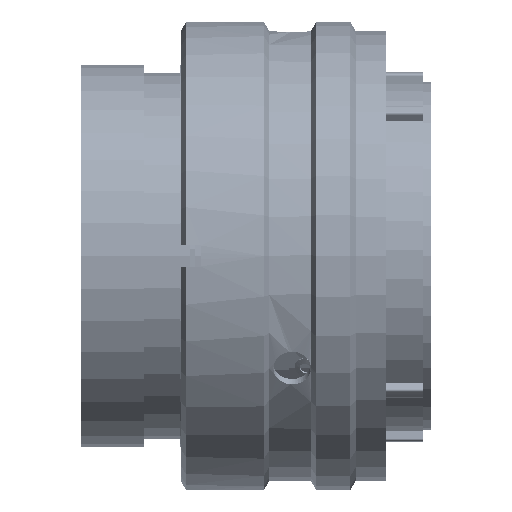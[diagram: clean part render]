
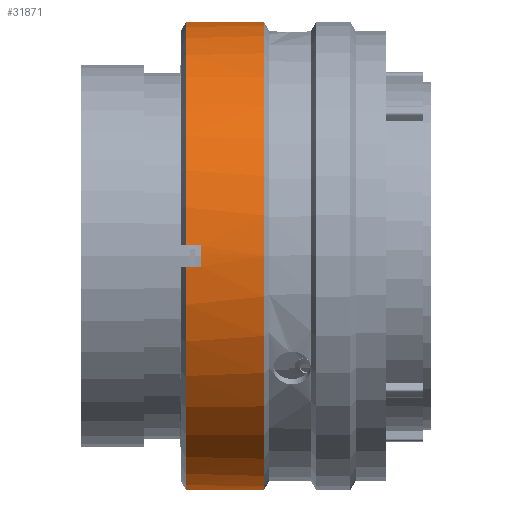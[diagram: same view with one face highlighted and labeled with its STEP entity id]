
A CAD part, front view. The second image highlights one B-rep face of the part: STEP entity #31871.
In plain terms, the highlighted cylindrical face has radius 22.25 mm (diameter 44.5 mm), a partial arc.
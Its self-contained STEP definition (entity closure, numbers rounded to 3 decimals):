
#1425 = CARTESIAN_POINT ( 'NONE',  ( 29.07, 0., 22.25 ) ) ;
#4824 = VERTEX_POINT ( 'NONE', #50219 ) ;
#8003 = LINE ( 'NONE', #108117, #180597 ) ;
#8126 = CARTESIAN_POINT ( 'NONE',  ( 29.07, -1., 22.228 ) ) ;
#10248 = VECTOR ( 'NONE', #92397, 1000. ) ;
#13196 = CARTESIAN_POINT ( 'NONE',  ( 11.42, 0., 0. ) ) ;
#14031 = DIRECTION ( 'NONE',  ( 1., 0., 0. ) ) ;
#14198 = VERTEX_POINT ( 'NONE', #96203 ) ;
#16742 = DIRECTION ( 'NONE',  ( 0., 0., -1. ) ) ;
#19304 = AXIS2_PLACEMENT_3D ( 'NONE', #13196, #202183, #221114 ) ;
#22033 = CIRCLE ( 'NONE', #86461, 22.25 ) ;
#22067 = CARTESIAN_POINT ( 'NONE',  ( 10.02, -22.228, 1. ) ) ;
#23249 = VERTEX_POINT ( 'NONE', #22067 ) ;
#26801 = EDGE_CURVE ( 'NONE', #137083, #52290, #100926, .T. ) ;
#27818 = CIRCLE ( 'NONE', #182335, 22.25 ) ;
#28549 = AXIS2_PLACEMENT_3D ( 'NONE', #177899, #41728, #212686 ) ;
#29796 = CARTESIAN_POINT ( 'NONE',  ( 29.07, 0., -22.25 ) ) ;
#29996 = CYLINDRICAL_SURFACE ( 'NONE', #182905, 22.25 ) ;
#31871 = ADVANCED_FACE ( 'NONE', ( #49092 ), #29996, .T. ) ;
#35704 = DIRECTION ( 'NONE',  ( -1., 0., 0. ) ) ;
#37455 = EDGE_CURVE ( 'NONE', #54393, #187928, #84983, .T. ) ;
#41728 = DIRECTION ( 'NONE',  ( 1., 0., 0. ) ) ;
#41841 = LINE ( 'NONE', #8126, #10248 ) ;
#44436 = VECTOR ( 'NONE', #14031, 1000. ) ;
#49092 = FACE_OUTER_BOUND ( 'NONE', #141963, .T. ) ;
#49247 = EDGE_CURVE ( 'NONE', #23249, #14198, #8003, .T. ) ;
#49593 = VERTEX_POINT ( 'NONE', #62563 ) ;
#49614 = ORIENTED_EDGE ( 'NONE', *, *, #192959, .T. ) ;
#50219 = CARTESIAN_POINT ( 'NONE',  ( 11.42, -1., -22.228 ) ) ;
#51950 = VERTEX_POINT ( 'NONE', #126918 ) ;
#52290 = VERTEX_POINT ( 'NONE', #62218 ) ;
#54393 = VERTEX_POINT ( 'NONE', #207707 ) ;
#62218 = CARTESIAN_POINT ( 'NONE',  ( 10.02, -22.228, -1. ) ) ;
#62563 = CARTESIAN_POINT ( 'NONE',  ( 17.44, 0., 22.25 ) ) ;
#62955 = CARTESIAN_POINT ( 'NONE',  ( 10.02, 0., 0. ) ) ;
#64674 = DIRECTION ( 'NONE',  ( 0., 0., 1. ) ) ;
#64757 = CARTESIAN_POINT ( 'NONE',  ( 10.02, -1., 22.228 ) ) ;
#68175 = CIRCLE ( 'NONE', #132854, 22.25 ) ;
#68979 = ORIENTED_EDGE ( 'NONE', *, *, #92695, .T. ) ;
#71782 = ORIENTED_EDGE ( 'NONE', *, *, #209540, .T. ) ;
#78488 = ORIENTED_EDGE ( 'NONE', *, *, #145832, .T. ) ;
#78576 = DIRECTION ( 'NONE',  ( 1., 0., 0. ) ) ;
#78727 = CIRCLE ( 'NONE', #28549, 22.25 ) ;
#79582 = DIRECTION ( 'NONE',  ( 0., 0., -1. ) ) ;
#79652 = ORIENTED_EDGE ( 'NONE', *, *, #112236, .T. ) ;
#82711 = DIRECTION ( 'NONE',  ( 1., 0., 0. ) ) ;
#83353 = CARTESIAN_POINT ( 'NONE',  ( 11.42, -1., 22.228 ) ) ;
#84983 = CIRCLE ( 'NONE', #117317, 22.25 ) ;
#85644 = ORIENTED_EDGE ( 'NONE', *, *, #26801, .T. ) ;
#86461 = AXIS2_PLACEMENT_3D ( 'NONE', #176825, #213817, #129435 ) ;
#87441 = CARTESIAN_POINT ( 'NONE',  ( 29.07, -22.228, -1. ) ) ;
#88714 = ORIENTED_EDGE ( 'NONE', *, *, #112004, .T. ) ;
#90179 = VECTOR ( 'NONE', #145997, 1000. ) ;
#92397 = DIRECTION ( 'NONE',  ( -1., 0., 0. ) ) ;
#92695 = EDGE_CURVE ( 'NONE', #52290, #208373, #27818, .T. ) ;
#95526 = LINE ( 'NONE', #164210, #186733 ) ;
#96203 = CARTESIAN_POINT ( 'NONE',  ( 11.42, -22.228, 1. ) ) ;
#100926 = LINE ( 'NONE', #87441, #185875 ) ;
#103552 = CARTESIAN_POINT ( 'NONE',  ( 11.42, 0., -22.25 ) ) ;
#108117 = CARTESIAN_POINT ( 'NONE',  ( 29.07, -22.228, 1. ) ) ;
#110385 = VERTEX_POINT ( 'NONE', #64757 ) ;
#112004 = EDGE_CURVE ( 'NONE', #4824, #220306, #144905, .T. ) ;
#112236 = EDGE_CURVE ( 'NONE', #220306, #51950, #218639, .T. ) ;
#114276 = CARTESIAN_POINT ( 'NONE',  ( 29.07, 0., 0. ) ) ;
#114596 = DIRECTION ( 'NONE',  ( 1., 0., 0. ) ) ;
#117317 = AXIS2_PLACEMENT_3D ( 'NONE', #218670, #205246, #64674 ) ;
#126918 = CARTESIAN_POINT ( 'NONE',  ( 17.44, 0., -22.25 ) ) ;
#129435 = DIRECTION ( 'NONE',  ( 0., 0., 1. ) ) ;
#129989 = ORIENTED_EDGE ( 'NONE', *, *, #49247, .T. ) ;
#132854 = AXIS2_PLACEMENT_3D ( 'NONE', #200055, #185435, #79582 ) ;
#137083 = VERTEX_POINT ( 'NONE', #220411 ) ;
#141963 = EDGE_LOOP ( 'NONE', ( #194649, #217764, #78488, #49614, #129989, #175512, #85644, #68979, #71782, #88714, #79652, #203427 ) ) ;
#144905 = CIRCLE ( 'NONE', #19304, 22.25 ) ;
#145184 = DIRECTION ( 'NONE',  ( 1., 0., 0. ) ) ;
#145832 = EDGE_CURVE ( 'NONE', #187928, #110385, #41841, .T. ) ;
#145997 = DIRECTION ( 'NONE',  ( 1., 0., 0. ) ) ;
#164210 = CARTESIAN_POINT ( 'NONE',  ( 29.07, -1., -22.228 ) ) ;
#164975 = EDGE_CURVE ( 'NONE', #54393, #49593, #208349, .T. ) ;
#175512 = ORIENTED_EDGE ( 'NONE', *, *, #207612, .T. ) ;
#176825 = CARTESIAN_POINT ( 'NONE',  ( 11.42, 0., 0. ) ) ;
#177899 = CARTESIAN_POINT ( 'NONE',  ( 17.44, 0., 0. ) ) ;
#180597 = VECTOR ( 'NONE', #145184, 1000. ) ;
#182335 = AXIS2_PLACEMENT_3D ( 'NONE', #62955, #114596, #16742 ) ;
#182905 = AXIS2_PLACEMENT_3D ( 'NONE', #114276, #82711, #182991 ) ;
#182991 = DIRECTION ( 'NONE',  ( 0., 0., -1. ) ) ;
#185435 = DIRECTION ( 'NONE',  ( 1., 0., 0. ) ) ;
#185875 = VECTOR ( 'NONE', #35704, 1000. ) ;
#186733 = VECTOR ( 'NONE', #78576, 1000. ) ;
#187928 = VERTEX_POINT ( 'NONE', #83353 ) ;
#192959 = EDGE_CURVE ( 'NONE', #110385, #23249, #68175, .T. ) ;
#194649 = ORIENTED_EDGE ( 'NONE', *, *, #164975, .F. ) ;
#200055 = CARTESIAN_POINT ( 'NONE',  ( 10.02, 0., 0. ) ) ;
#202057 = CARTESIAN_POINT ( 'NONE',  ( 10.02, -1., -22.228 ) ) ;
#202183 = DIRECTION ( 'NONE',  ( 1., 0., 0. ) ) ;
#203427 = ORIENTED_EDGE ( 'NONE', *, *, #206784, .F. ) ;
#205246 = DIRECTION ( 'NONE',  ( 1., 0., 0. ) ) ;
#206784 = EDGE_CURVE ( 'NONE', #49593, #51950, #78727, .T. ) ;
#207612 = EDGE_CURVE ( 'NONE', #14198, #137083, #22033, .T. ) ;
#207707 = CARTESIAN_POINT ( 'NONE',  ( 11.42, 0., 22.25 ) ) ;
#208349 = LINE ( 'NONE', #1425, #90179 ) ;
#208373 = VERTEX_POINT ( 'NONE', #202057 ) ;
#209540 = EDGE_CURVE ( 'NONE', #208373, #4824, #95526, .T. ) ;
#212686 = DIRECTION ( 'NONE',  ( 0., 0., -1. ) ) ;
#213817 = DIRECTION ( 'NONE',  ( 1., 0., 0. ) ) ;
#217764 = ORIENTED_EDGE ( 'NONE', *, *, #37455, .T. ) ;
#218639 = LINE ( 'NONE', #29796, #44436 ) ;
#218670 = CARTESIAN_POINT ( 'NONE',  ( 11.42, 0., 0. ) ) ;
#220306 = VERTEX_POINT ( 'NONE', #103552 ) ;
#220411 = CARTESIAN_POINT ( 'NONE',  ( 11.42, -22.228, -1. ) ) ;
#221114 = DIRECTION ( 'NONE',  ( 0., 0., 1. ) ) ;
